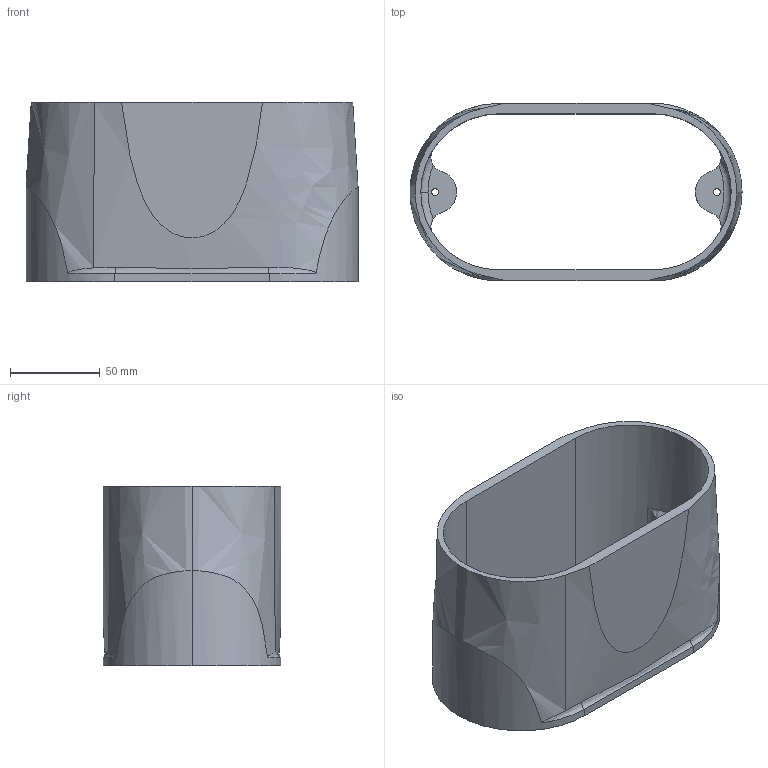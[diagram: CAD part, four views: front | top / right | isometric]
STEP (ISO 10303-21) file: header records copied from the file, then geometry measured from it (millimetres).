
FILE_DESCRIPTION (( 'STEP AP203' ), '1' );
FILE_NAME ('BC2.STEP', '2021-10-12T09:26:12', ( 'Windows User' ), ( '' ), 'SwSTEP 2.0', 'SolidWorks 2017', '' );
FILE_SCHEMA (( 'CONFIG_CONTROL_DESIGN' ));
Length unit declared in the file: millimetre
Products named in the file (2): BC2
Bounding box: 185 x 99 x 100 mm (x, y, z)
Volume: 277023.7 mm3; surface area: 100761.4 mm2
Topology: 1 solids, 1 shells, 42 faces, 118 edges, 78 vertices
Faces by surface type: cylinder 19, bspline 10, plane 10, torus 3
Entity records: 3888 total; most frequent: CARTESIAN_POINT 2716, ORIENTED_EDGE 236, DIRECTION 185, EDGE_CURVE 118, VERTEX_POINT 78, AXIS2_PLACEMENT_3D 75, EDGE_LOOP 48, FACE_OUTER_BOUND 42
